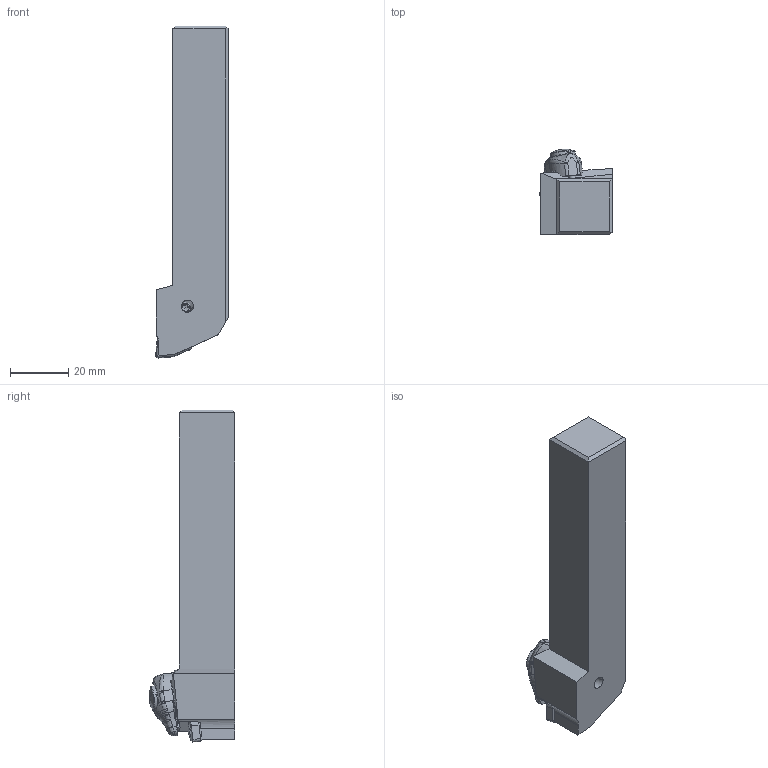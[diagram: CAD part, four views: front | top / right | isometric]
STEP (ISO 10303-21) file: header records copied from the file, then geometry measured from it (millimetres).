
FILE_DESCRIPTION(/* description */ (''),/* implementation_level */ '2;1');
FILE_NAME(/* name */ 'DWLNR-123.stp',/* time_stamp */ '2021-11-11T11:37:35+09:00',/* author */ (''),/* organization */ (''),/* preprocessor_version */ 'ST-DEVELOPER v16',/* originating_system */ 'SIEMENS PLM Software NX 10.0',/* authorisation */ '');
FILE_SCHEMA (('AUTOMOTIVE_DESIGN { 1 0 10303 214 3 1 1 1 }'));
Length unit declared in the file: millimetre
Products named in the file (1): DWLNR-123_ASM
Bounding box: 24.9 x 29.45 x 113.8 mm (x, y, z)
Volume: 42730.5 mm3; surface area: 11795.2 mm2
Topology: 6 solids, 6 shells, 274 faces, 721 edges, 456 vertices
Faces by surface type: cylinder 92, plane 71, bspline 63, torus 23, cone 21, sphere 4
Entity records: 12275 total; most frequent: CARTESIAN_POINT 5839, ORIENTED_EDGE 1422, DIRECTION 1182, EDGE_CURVE 711, AXIS2_PLACEMENT_3D 466, VERTEX_POINT 453, EDGE_LOOP 286, ADVANCED_FACE 274
